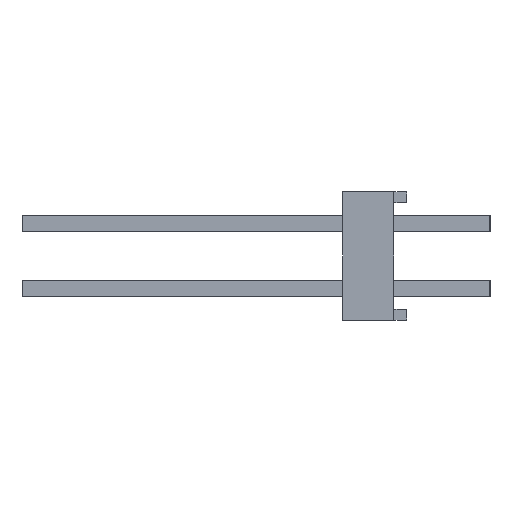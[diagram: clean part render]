
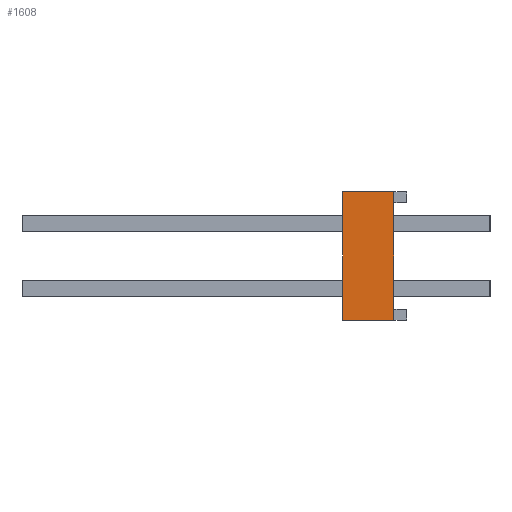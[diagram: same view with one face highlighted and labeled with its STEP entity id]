
A CAD part, left-side view. The second image highlights one B-rep face of the part: STEP entity #1608.
In plain terms, the highlighted planar face has unit normal (-1, 0, 0).
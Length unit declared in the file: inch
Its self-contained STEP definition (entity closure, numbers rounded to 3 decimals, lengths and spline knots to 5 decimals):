
#1608 = ADVANCED_FACE( '', ( #4173 ), #4174, .F. );
#4173 = FACE_OUTER_BOUND( '', #7751, .T. );
#4174 = PLANE( '', #7752 );
#7751 = EDGE_LOOP( '', ( #12578, #12579, #12580, #12581 ) );
#7752 = AXIS2_PLACEMENT_3D( '', #12582, #12583, #12584 );
#12578 = ORIENTED_EDGE( '', *, *, #22538, .F. );
#12579 = ORIENTED_EDGE( '', *, *, #22539, .F. );
#12580 = ORIENTED_EDGE( '', *, *, #22540, .F. );
#12581 = ORIENTED_EDGE( '', *, *, #22459, .T. );
#12582 = CARTESIAN_POINT( '', ( -0.75, 0.1, -0.1 ) );
#12583 = DIRECTION( '', ( 1., 0., 0. ) );
#12584 = DIRECTION( '', ( 0., 0., -1. ) );
#22459 = EDGE_CURVE( '', #27472, #27470, #27473, .T. );
#22538 = EDGE_CURVE( '', #27602, #27470, #27603, .T. );
#22539 = EDGE_CURVE( '', #27604, #27602, #27605, .T. );
#22540 = EDGE_CURVE( '', #27472, #27604, #27606, .T. );
#27470 = VERTEX_POINT( '', #34469 );
#27472 = VERTEX_POINT( '', #34472 );
#27473 = LINE( '', #34473, #34474 );
#27602 = VERTEX_POINT( '', #34668 );
#27603 = LINE( '', #34669, #34670 );
#27604 = VERTEX_POINT( '', #34671 );
#27605 = LINE( '', #34672, #34673 );
#27606 = LINE( '', #34674, #34675 );
#34469 = CARTESIAN_POINT( '', ( -0.75, 0.02, -0.1 ) );
#34472 = CARTESIAN_POINT( '', ( -0.75, 0.1, -0.1 ) );
#34473 = CARTESIAN_POINT( '', ( -0.75, 0.1, -0.1 ) );
#34474 = VECTOR( '', #41606, 39.37008 );
#34668 = CARTESIAN_POINT( '', ( -0.75, 0.02, 0.1 ) );
#34669 = CARTESIAN_POINT( '', ( -0.75, 0.02, -0.1 ) );
#34670 = VECTOR( '', #41672, 39.37008 );
#34671 = CARTESIAN_POINT( '', ( -0.75, 0.1, 0.1 ) );
#34672 = CARTESIAN_POINT( '', ( -0.75, 0.1, 0.1 ) );
#34673 = VECTOR( '', #41673, 39.37008 );
#34674 = CARTESIAN_POINT( '', ( -0.75, 0.1, -0.1 ) );
#34675 = VECTOR( '', #41674, 39.37008 );
#41606 = DIRECTION( '', ( 0., -1., 0. ) );
#41672 = DIRECTION( '', ( 0., 0., -1. ) );
#41673 = DIRECTION( '', ( 0., -1., 0. ) );
#41674 = DIRECTION( '', ( 0., 0., 1. ) );
